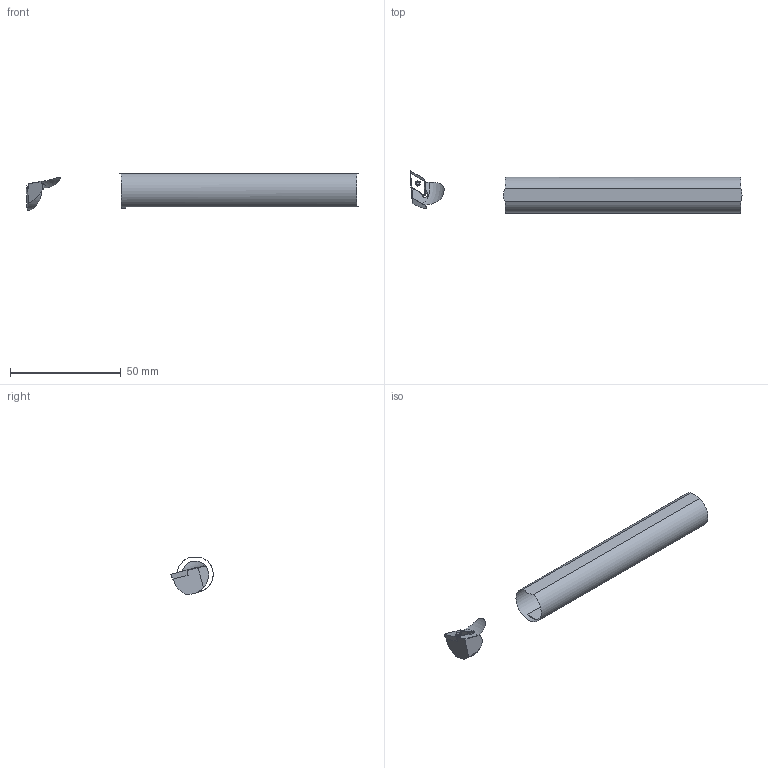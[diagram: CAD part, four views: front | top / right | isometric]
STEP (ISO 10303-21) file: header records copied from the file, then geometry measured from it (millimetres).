
FILE_DESCRIPTION(/* description */ ('Unknown'),/* implementation_level */ '2;1');
FILE_NAME(/* name */ 'AH1216M SDUCL 07 ',/* time_stamp */ '2022-05-16T10:33:56+08:00',/* author */ ('Unknown'),/* organization */ ('Unknown'),/* preprocessor_version */ 'ST-DEVELOPER v16.7',/* originating_system */ 'DEX',/* authorisation */ $);
FILE_SCHEMA (('AUTOMOTIVE_DESIGN {1 0 10303 214 3 1 1}'));
Length unit declared in the file: millimetre
Products named in the file (1): AH1216M SDUCL 07 
Bounding box: 149.59 x 19.09 x 16.5 mm (x, y, z)
Surface area: 5780.3 mm2 (no closed solid volume)
Topology: 0 solids, 3 shells, 81 faces, 214 edges, 125 vertices
Faces by surface type: plane 35, cylinder 27, bspline 7, torus 7, cone 5
Entity records: 2786 total; most frequent: CARTESIAN_POINT 914, DIRECTION 368, ORIENTED_EDGE 355, EDGE_CURVE 206, VERTEX_POINT 125, AXIS2_PLACEMENT_3D 124, LINE 120, VECTOR 120
